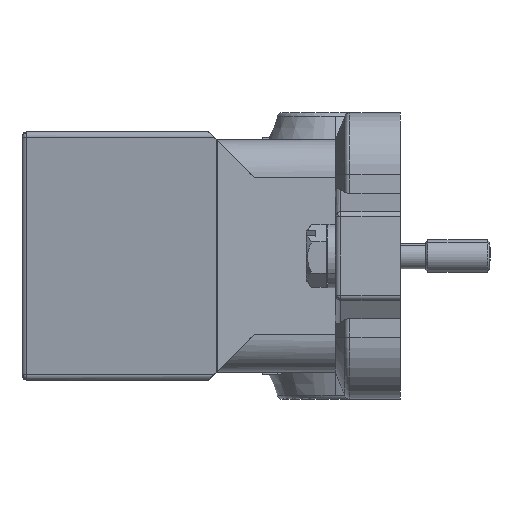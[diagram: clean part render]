
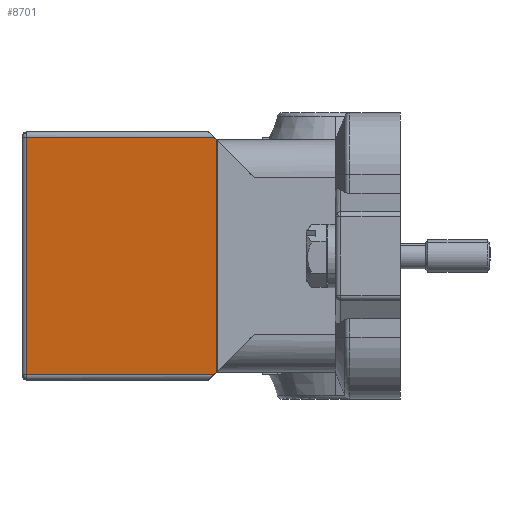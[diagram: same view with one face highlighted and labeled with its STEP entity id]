
A CAD part, left-side view. The second image highlights one B-rep face of the part: STEP entity #8701.
In plain terms, the highlighted planar face has unit normal (-0.985, 0.174, 0).
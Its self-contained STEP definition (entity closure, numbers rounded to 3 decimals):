
#1322=DIRECTION('',(0.124,0.702,-0.702));
#1323=VECTOR('',#1322,0.59);
#1324=CARTESIAN_POINT('',(-36.485,34.086,
-21.586));
#1325=LINE('',#1324,#1323);
#1407=DIRECTION('',(-0.124,-0.702,-0.702));
#1408=VECTOR('',#1407,0.59);
#1409=CARTESIAN_POINT('',(-36.412,34.5,22.));
#1410=LINE('',#1409,#1408);
#1918=CARTESIAN_POINT('',(-36.485,34.086,
-21.586));
#1923=DIRECTION('',(0.,0.,-1.));
#1924=VECTOR('',#1923,43.172);
#1925=CARTESIAN_POINT('',(-36.485,34.086,21.586));
#1926=LINE('',#1925,#1924);
#1930=CARTESIAN_POINT('',(-36.485,34.086,21.586));
#1932=DIRECTION('',(0.174,0.985,0.));
#1933=VECTOR('',#1932,35.209);
#1934=CARTESIAN_POINT('',(-36.412,34.5,
-22.));
#1935=LINE('',#1934,#1933);
#1941=CARTESIAN_POINT('',(-36.412,34.5,
-22.));
#1957=DIRECTION('',(0.,0.,1.));
#1958=VECTOR('',#1957,44.);
#1959=CARTESIAN_POINT('',(-30.298,69.174,-22.));
#1960=LINE('',#1959,#1958);
#2095=DIRECTION('',(-0.174,-0.985,0.));
#2096=VECTOR('',#2095,35.209);
#2097=CARTESIAN_POINT('',(-30.298,69.174,22.));
#2098=LINE('',#2097,#2096);
#2099=CARTESIAN_POINT('',(-36.412,34.5,22.));
#5001=VERTEX_POINT('',#1918);
#5002=VERTEX_POINT('',#1930);
#5008=VERTEX_POINT('',#2099);
#5046=VERTEX_POINT('',#1941);
#5047=CARTESIAN_POINT('',(-30.298,69.174,-22.));
#5048=VERTEX_POINT('',#5047);
#5049=CARTESIAN_POINT('',(-30.298,69.174,22.));
#5050=VERTEX_POINT('',#5049);
#8685=CARTESIAN_POINT('',(-30.152,70.,-23.));
#8686=DIRECTION('',(-0.985,0.174,0.));
#8687=DIRECTION('',(-0.174,-0.985,0.));
#8688=AXIS2_PLACEMENT_3D('',#8685,#8686,#8687);
#8689=PLANE('',#8688);
#8690=ORIENTED_EDGE('',*,*,#7813,.T.);
#8692=ORIENTED_EDGE('',*,*,#8691,.T.);
#8694=ORIENTED_EDGE('',*,*,#8693,.T.);
#8696=ORIENTED_EDGE('',*,*,#8695,.T.);
#8697=ORIENTED_EDGE('',*,*,#7915,.T.);
#8698=ORIENTED_EDGE('',*,*,#8679,.T.);
#8699=EDGE_LOOP('',(#8690,#8692,#8694,#8696,#8697,#8698));
#8700=FACE_OUTER_BOUND('',#8699,.F.);
#8701=ADVANCED_FACE('',(#8700),#8689,.T.);
#7813=EDGE_CURVE('',#5001,#5046,#1325,.T.);
#7915=EDGE_CURVE('',#5008,#5002,#1410,.T.);
#8679=EDGE_CURVE('',#5002,#5001,#1926,.T.);
#8691=EDGE_CURVE('',#5046,#5048,#1935,.T.);
#8693=EDGE_CURVE('',#5048,#5050,#1960,.T.);
#8695=EDGE_CURVE('',#5050,#5008,#2098,.T.);
